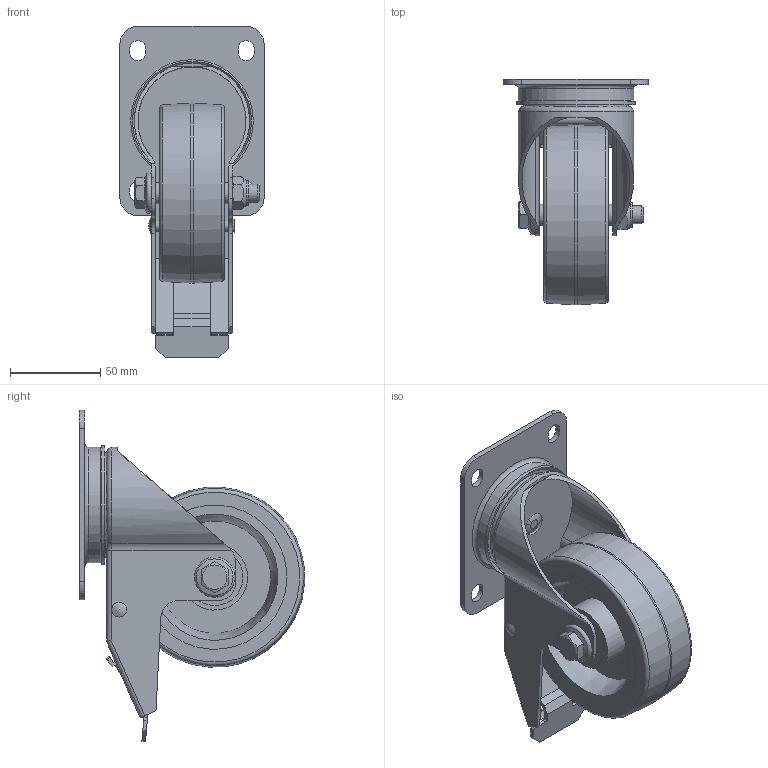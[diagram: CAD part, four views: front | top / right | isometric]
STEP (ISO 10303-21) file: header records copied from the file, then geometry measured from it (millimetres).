
FILE_DESCRIPTION(/* description */ (''),/* implementation_level */ '2;1');
FILE_NAME(/* name */ 'LAGT100ROP1TF.stp',/* time_stamp */ '2016-02-11T16:50:00+01:00',/* author */ ('Räder Busch'),/* organization */ (''),/* preprocessor_version */ 'ST-DEVELOPER v15.6',/* originating_system */ 'Autodesk Inventor 2015',/* authorisation */ '');
FILE_SCHEMA (('AUTOMOTIVE_DESIGN { 1 0 10303 214 3 1 1 }'));
Length unit declared in the file: millimetre
Products named in the file (9): Rad_100_Fuer_LAGT100KUP1; Bolt GB 5790-86-M10 x 60; ANSI B18.16.3M - Property Class 5 and 10 - Metric M10 x 1.5 Metallisc
h; LAGT100KUP1TF_Gehaeuse; Buchse_12x3_5; Niet_dia_10; Lenkrolle_LAGT100KUP1TF; BREMSHEBEL_LAGT100_TF; LAGT100ROP1TF
Bounding box: 80 x 124.84 x 183.71 mm (x, y, z)
Volume: 293871.6 mm3; surface area: 126240.8 mm2
Topology: 12 solids, 12 shells, 218 faces, 505 edges, 324 vertices
Faces by surface type: plane 106, cylinder 71, cone 23, torus 9, bspline 9
Full cylindrical faces by diameter (mm): 6 x1, 7.299 x1, 8.2 x2, 8.211 x1, 8.376 x1, 9.188 x1, 10 x4, 11.25 x1, 11.8 x2, 12 x2, 13 x1, 13.6 x1, 19.511 x1, 21 x1, 31.398 x4, 36.539 x2, 58 x1, 61.396 x1, 64 x1, 66 x1, 80 x2
Entity records: 6502 total; most frequent: CARTESIAN_POINT 1369, DIRECTION 1047, ORIENTED_EDGE 886, EDGE_CURVE 443, AXIS2_PLACEMENT_3D 420, VERTEX_POINT 318, EDGE_LOOP 311, FACE_OUTER_BOUND 214
